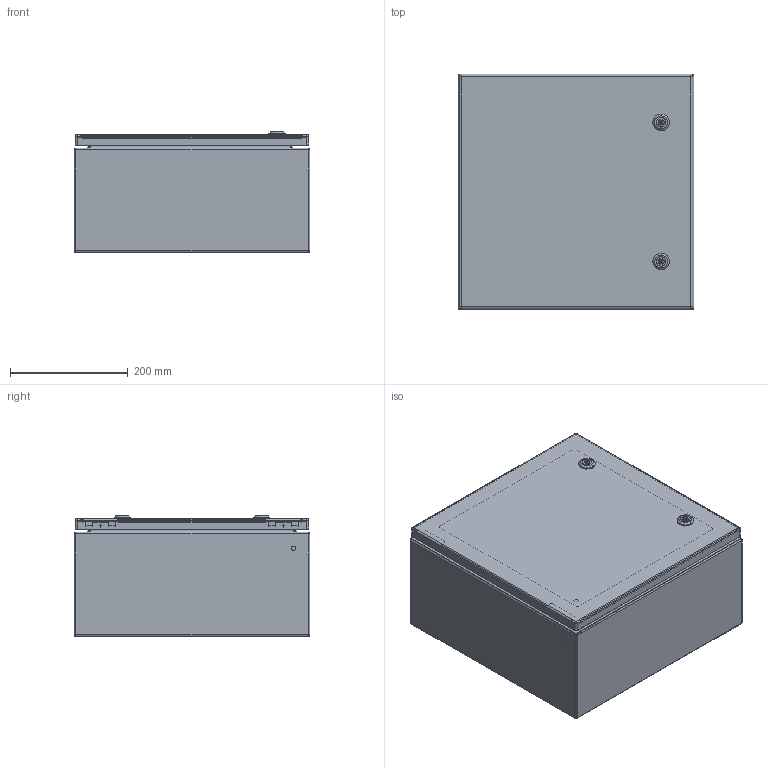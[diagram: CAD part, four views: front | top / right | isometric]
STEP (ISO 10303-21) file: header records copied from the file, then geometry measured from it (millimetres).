
FILE_DESCRIPTION(('CATIA V5 STEP Exchange','CAx-IF Rec.Pracs.--- Model Styling and Organization---1.5--- 2016-08-15','CAx-IF Rec.Pracs.---Supplemental Geometry---1.0---2011-11-01','CAx-IF Rec.Pracs.--- Composite Materials ---1.1---2010-07-15'),'2;1');
FILE_NAME ('D1518910_2', '2024-11-14T12:13:39+00:00', ('none'), ('Weidmueller'), 'CATIA Version 5-6 Release 2022 SP4 HF5', 'CATIA V5 STEP AP214 v3', 'none');
FILE_SCHEMA(('AUTOMOTIVE_DESIGN { 1 0 10303 214 1 1 1 1 }'));
Products named in the file (1): QL KEBI 400X400X200 0GP
Bounding box: 400 x 400 x 205 mm (x, y, z)
Volume: 1282961.1 mm3; surface area: 1501676.7 mm2
Topology: 33 solids, 33 shells, 1332 faces, 3354 edges, 2104 vertices
Faces by surface type: plane 592, cylinder 444, bspline 132, cone 80, torus 60, sphere 24
Entity records: 44736 total; most frequent: CARTESIAN_POINT 15696, ORIENTED_EDGE 6660, DIRECTION 4052, EDGE_CURVE 3330, VERTEX_POINT 2104, VECTOR 1640, LINE 1640, AXIS2_PLACEMENT_3D 1606
